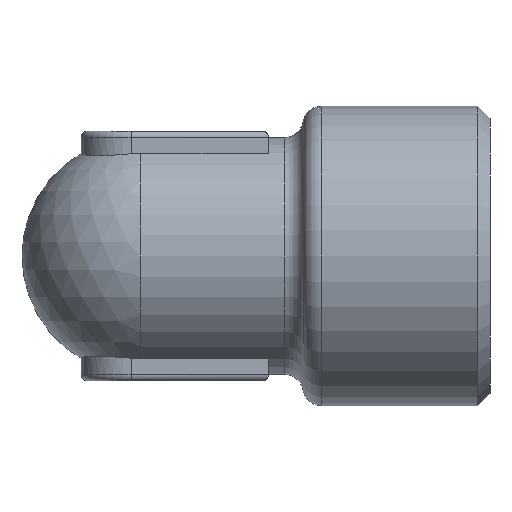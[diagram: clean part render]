
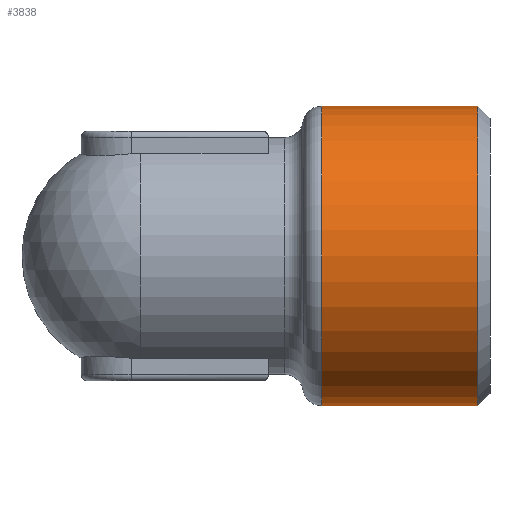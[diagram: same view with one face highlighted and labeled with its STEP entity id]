
A CAD part, left-side view. The second image highlights one B-rep face of the part: STEP entity #3838.
In plain terms, the highlighted cylindrical face has radius 12 mm (diameter 24 mm), a full revolution.
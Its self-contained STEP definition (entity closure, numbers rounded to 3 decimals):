
#648=ORIENTED_EDGE('',*,*,#1414,.T.);
#649=ORIENTED_EDGE('',*,*,#1415,.T.);
#1414=EDGE_CURVE('',#1797,#1797,#2060,.F.);
#1415=EDGE_CURVE('',#1798,#1798,#2061,.T.);
#1797=VERTEX_POINT('',#4813);
#1798=VERTEX_POINT('',#4815);
#2060=CIRCLE('',#4020,12.);
#2061=CIRCLE('',#4021,12.);
#2117=EDGE_LOOP('',(#648));
#2118=EDGE_LOOP('',(#649));
#2345=FACE_BOUND('',#2117,.T.);
#2346=FACE_BOUND('',#2118,.T.);
#2575=CYLINDRICAL_SURFACE('',#4019,12.);
#3838=ADVANCED_FACE('',(#2345,#2346),#2575,.T.);
#4019=AXIS2_PLACEMENT_3D('',#4811,#4233,#4234);
#4020=AXIS2_PLACEMENT_3D('',#4812,#4235,#4236);
#4021=AXIS2_PLACEMENT_3D('',#4814,#4237,#4238);
#4233=DIRECTION('',(0.,-1.,0.));
#4234=DIRECTION('',(1.,0.,0.));
#4235=DIRECTION('',(0.,1.,0.));
#4236=DIRECTION('',(-1.,0.,0.));
#4237=DIRECTION('',(0.,1.,0.));
#4238=DIRECTION('',(0.,0.,1.));
#4811=CARTESIAN_POINT('',(0.,30.,0.));
#4812=CARTESIAN_POINT('',(0.,-14.5,0.));
#4813=CARTESIAN_POINT('',(-12.,-14.5,0.));
#4814=CARTESIAN_POINT('',(0.,-27.,0.));
#4815=CARTESIAN_POINT('',(0.,-27.,12.));
